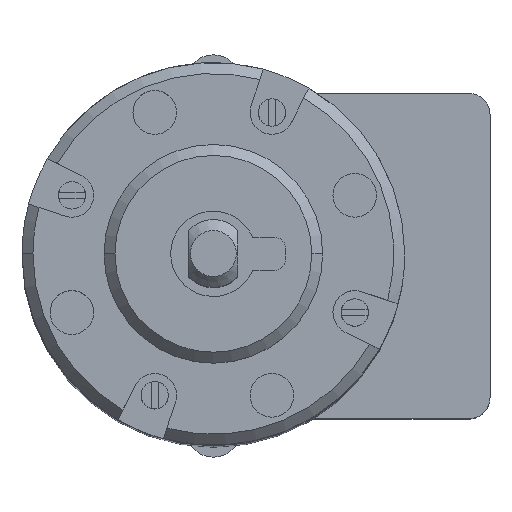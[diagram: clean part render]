
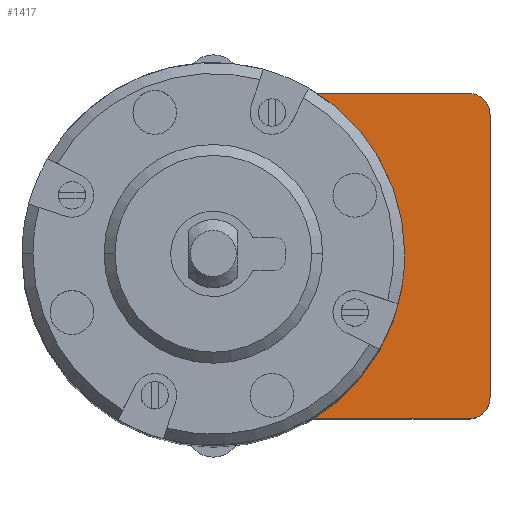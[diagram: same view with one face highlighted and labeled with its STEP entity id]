
A CAD part, top view. The second image highlights one B-rep face of the part: STEP entity #1417.
In plain terms, the highlighted planar face has unit normal (0, 0, 1).
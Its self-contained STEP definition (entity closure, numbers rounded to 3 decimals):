
#17 = CARTESIAN_POINT ( 'NONE',  ( 23.3, 14.9, -2. ) ) ;
#174 = DIRECTION ( 'NONE',  ( 1., 0., 0. ) ) ;
#215 = CARTESIAN_POINT ( 'NONE',  ( 0., 14.9, -2. ) ) ;
#225 = LINE ( 'NONE', #6177, #5149 ) ;
#423 = EDGE_CURVE ( 'NONE', #1274, #987, #2036, .T. ) ;
#428 = VECTOR ( 'NONE', #174, 1000. ) ;
#444 = VERTEX_POINT ( 'NONE', #3704 ) ;
#811 = VERTEX_POINT ( 'NONE', #5076 ) ;
#987 = VERTEX_POINT ( 'NONE', #6304 ) ;
#1046 = CARTESIAN_POINT ( 'NONE',  ( 25.3, -14.9, -2. ) ) ;
#1062 = DIRECTION ( 'NONE',  ( 0., -1., 0. ) ) ;
#1208 = LINE ( 'NONE', #215, #428 ) ;
#1271 = AXIS2_PLACEMENT_3D ( 'NONE', #4758, #6408, #5821 ) ;
#1274 = VERTEX_POINT ( 'NONE', #1563 ) ;
#1417 = ADVANCED_FACE ( 'NONE', ( #5875 ), #1611, .F. ) ;
#1468 = AXIS2_PLACEMENT_3D ( 'NONE', #5187, #5185, #5180 ) ;
#1563 = CARTESIAN_POINT ( 'NONE',  ( 5.83, -14.9, -2. ) ) ;
#1611 = PLANE ( 'NONE',  #4312 ) ;
#1624 = EDGE_CURVE ( 'NONE', #6295, #811, #3299, .T. ) ;
#1742 = CIRCLE ( 'NONE', #1271, 2. ) ;
#1755 = ORIENTED_EDGE ( 'NONE', *, *, #3581, .T. ) ;
#1785 = CARTESIAN_POINT ( 'NONE',  ( 0., 0., -2. ) ) ;
#1852 = EDGE_CURVE ( 'NONE', #987, #4918, #4018, .T. ) ;
#1915 = DIRECTION ( 'NONE',  ( 0., 0., -1. ) ) ;
#1924 = DIRECTION ( 'NONE',  ( -1., 0., 0. ) ) ;
#1948 = EDGE_LOOP ( 'NONE', ( #3535, #4547, #5284, #4776, #3728, #4176, #1755 ) ) ;
#2036 = CIRCLE ( 'NONE', #4545, 16. ) ;
#2375 = AXIS2_PLACEMENT_3D ( 'NONE', #6494, #6479, #6477 ) ;
#2906 = CARTESIAN_POINT ( 'NONE',  ( 5.83, 14.9, -2. ) ) ;
#2977 = DIRECTION ( 'NONE',  ( -1., 0., 0. ) ) ;
#2987 = EDGE_CURVE ( 'NONE', #444, #1274, #225, .T. ) ;
#3299 = LINE ( 'NONE', #1046, #5463 ) ;
#3535 = ORIENTED_EDGE ( 'NONE', *, *, #1624, .F. ) ;
#3581 = EDGE_CURVE ( 'NONE', #444, #811, #4515, .T. ) ;
#3704 = CARTESIAN_POINT ( 'NONE',  ( 23.3, -14.9, -2. ) ) ;
#3728 = ORIENTED_EDGE ( 'NONE', *, *, #423, .F. ) ;
#3863 = DIRECTION ( 'NONE',  ( 1., 0., 0. ) ) ;
#3868 = DIRECTION ( 'NONE',  ( 0., 0., 1. ) ) ;
#3876 = CARTESIAN_POINT ( 'NONE',  ( 0., 0., -2. ) ) ;
#4018 = CIRCLE ( 'NONE', #1468, 16. ) ;
#4176 = ORIENTED_EDGE ( 'NONE', *, *, #2987, .F. ) ;
#4312 = AXIS2_PLACEMENT_3D ( 'NONE', #1785, #1915, #1924 ) ;
#4515 = CIRCLE ( 'NONE', #2375, 2. ) ;
#4545 = AXIS2_PLACEMENT_3D ( 'NONE', #3876, #3868, #3863 ) ;
#4547 = ORIENTED_EDGE ( 'NONE', *, *, #6151, .T. ) ;
#4758 = CARTESIAN_POINT ( 'NONE',  ( 23.3, 12.9, -2. ) ) ;
#4776 = ORIENTED_EDGE ( 'NONE', *, *, #1852, .F. ) ;
#4918 = VERTEX_POINT ( 'NONE', #2906 ) ;
#5076 = CARTESIAN_POINT ( 'NONE',  ( 25.3, -12.9, -2. ) ) ;
#5149 = VECTOR ( 'NONE', #2977, 1000. ) ;
#5180 = DIRECTION ( 'NONE',  ( 1., 0., 0. ) ) ;
#5185 = DIRECTION ( 'NONE',  ( 0., 0., 1. ) ) ;
#5187 = CARTESIAN_POINT ( 'NONE',  ( 0., 0., -2. ) ) ;
#5284 = ORIENTED_EDGE ( 'NONE', *, *, #5843, .F. ) ;
#5463 = VECTOR ( 'NONE', #1062, 1000. ) ;
#5661 = CARTESIAN_POINT ( 'NONE',  ( 25.3, 12.9, -2. ) ) ;
#5821 = DIRECTION ( 'NONE',  ( -1., 0., 0. ) ) ;
#5843 = EDGE_CURVE ( 'NONE', #4918, #5948, #1208, .T. ) ;
#5875 = FACE_OUTER_BOUND ( 'NONE', #1948, .T. ) ;
#5948 = VERTEX_POINT ( 'NONE', #17 ) ;
#6151 = EDGE_CURVE ( 'NONE', #6295, #5948, #1742, .T. ) ;
#6177 = CARTESIAN_POINT ( 'NONE',  ( 25.3, -14.9, -2. ) ) ;
#6295 = VERTEX_POINT ( 'NONE', #5661 ) ;
#6304 = CARTESIAN_POINT ( 'NONE',  ( 16., 0., -2. ) ) ;
#6408 = DIRECTION ( 'NONE',  ( 0., 0., 1. ) ) ;
#6477 = DIRECTION ( 'NONE',  ( -1., 0., 0. ) ) ;
#6479 = DIRECTION ( 'NONE',  ( 0., 0., 1. ) ) ;
#6494 = CARTESIAN_POINT ( 'NONE',  ( 23.3, -12.9, -2. ) ) ;
